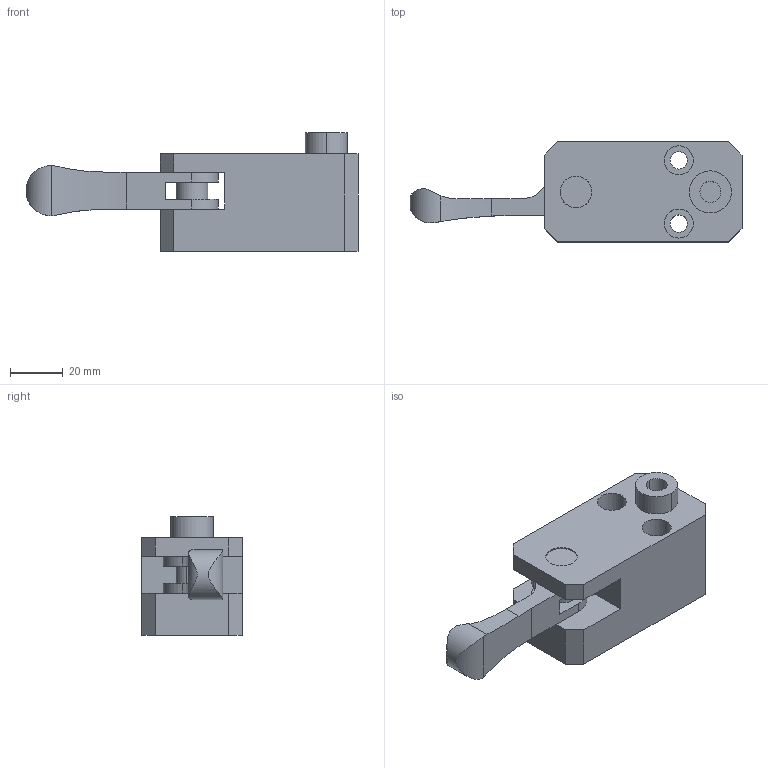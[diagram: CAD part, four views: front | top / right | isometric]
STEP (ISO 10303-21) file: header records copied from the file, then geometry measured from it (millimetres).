
FILE_DESCRIPTION (( 'STEP AP203' ), '1' );
FILE_NAME ('bj352-08001.STEP', '2021-10-25T01:24:49', ( '' ), ( '' ), 'SwSTEP 2.0', 'SolidWorks 2020', '' );
FILE_SCHEMA (( 'CONFIG_CONTROL_DESIGN' ));
Length unit declared in the file: millimetre
Products named in the file (4): bj352-08001_03; bj352-08001; bj352-08001_02; bj352-08001_01
Assembly tree (3 placements, depth 2):
  bj352-08001
    bj352-08001_01
    bj352-08001_02
    bj352-08001_03
Bounding box: 126 x 38 x 45 mm (x, y, z)
Volume: 95958.9 mm3; surface area: 25608.9 mm2
Topology: 3 solids, 3 shells, 67 faces, 162 edges, 108 vertices
Faces by surface type: cylinder 33, plane 32, bspline 2
Entity records: 2716 total; most frequent: CARTESIAN_POINT 691, DIRECTION 346, ORIENTED_EDGE 324, EDGE_CURVE 162, AXIS2_PLACEMENT_3D 127, VERTEX_POINT 108, LINE 92, VECTOR 92
